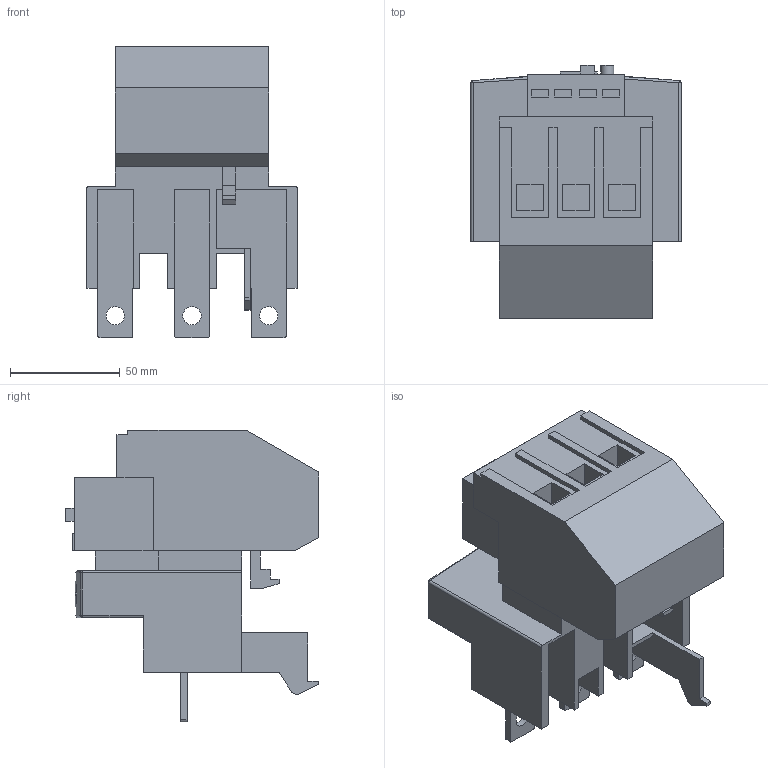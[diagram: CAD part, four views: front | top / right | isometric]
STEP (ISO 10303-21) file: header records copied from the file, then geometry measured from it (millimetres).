
FILE_DESCRIPTION((''),'2;1');
FILE_NAME('LR3D4365_ASM','2017-12-08T',('SESA468396'),('Schneider-Electric'),'PRO/ENGINEER BY PARAMETRIC TECHNOLOGY CORPORATION, 2015440','PRO/ENGINEER BY PARAMETRIC TECHNOLOGY CORPORATION, 2015440','');
FILE_SCHEMA(('CONFIG_CONTROL_DESIGN'));
Length unit declared in the file: millimetre
Products named in the file (3): LR3D43; LR2D3522; LR3D4365_ASM
Assembly tree (2 placements, depth 2):
  LR3D4365_ASM
    LR3D43
    LR2D3522
Bounding box: 96 x 115.5 x 133 mm (x, y, z)
Volume: 508812.7 mm3; surface area: 85468 mm2
Topology: 2 solids, 2 shells, 344 faces, 921 edges, 608 vertices
Faces by surface type: plane 276, cylinder 62, sphere 4, torus 2
Entity records: 10829 total; most frequent: CARTESIAN_POINT 1974, ORIENTED_EDGE 1842, DIRECTION 1777, EDGE_CURVE 921, VECTOR 751, LINE 751, VERTEX_POINT 608, AXIS2_PLACEMENT_3D 513
